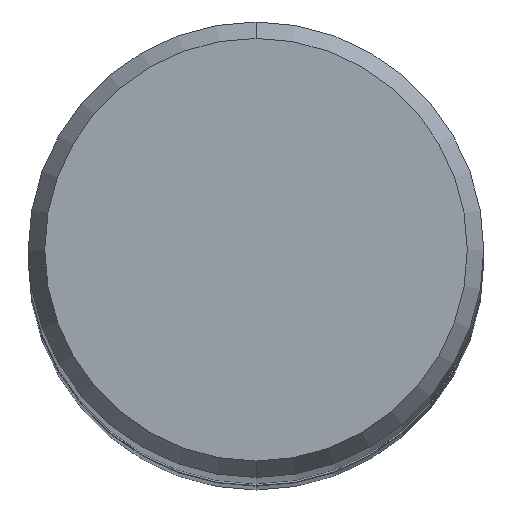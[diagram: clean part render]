
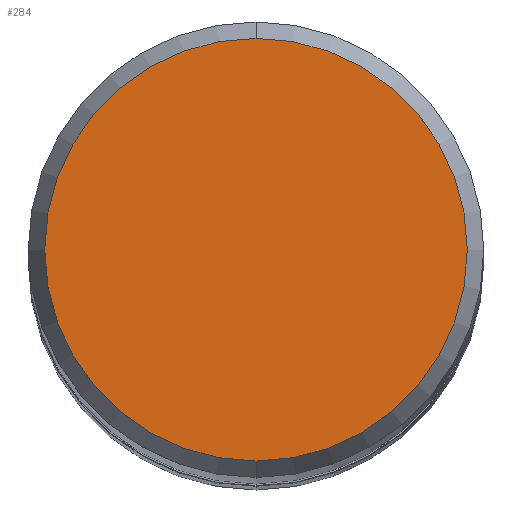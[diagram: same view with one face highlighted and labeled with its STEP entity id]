
A CAD part, top view. The second image highlights one B-rep face of the part: STEP entity #284.
In plain terms, the highlighted planar face has unit normal (0, 0, 1).
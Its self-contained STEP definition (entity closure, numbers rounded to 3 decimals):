
#248=VERTEX_POINT('',#580);
#284=ADVANCED_FACE('',(#621),#622,.T.);
#306=EDGE_CURVE('',#474,#248,#645,.T.);
#326=EDGE_CURVE('',#248,#474,#666,.T.);
#474=VERTEX_POINT('',#838);
#580=CARTESIAN_POINT('',(0.0,2.946,0.));
#621=FACE_OUTER_BOUND('',#1057,.T.);
#622=PLANE('',#1058);
#645=CIRCLE('',#1090,2.946);
#666=CIRCLE('',#1170,2.946);
#838=CARTESIAN_POINT('',(0.,-2.946,0.));
#1057=EDGE_LOOP('',(#1632,#1633));
#1058=AXIS2_PLACEMENT_3D('',#1634,#1635,#1636);
#1090=AXIS2_PLACEMENT_3D('',#1659,#1660,#1661);
#1170=AXIS2_PLACEMENT_3D('',#1672,#1673,#1674);
#1632=ORIENTED_EDGE('',*,*,#326,.F.);
#1633=ORIENTED_EDGE('',*,*,#306,.F.);
#1634=CARTESIAN_POINT('',(0.0,1.473,0.));
#1635=DIRECTION('',(-0.0,0.0,1.0));
#1636=DIRECTION('',(0.0,-1.0,0.0));
#1659=CARTESIAN_POINT('',(0.0,0.0,0.));
#1660=DIRECTION('',(0.0,0.0,-1.0));
#1661=DIRECTION('',(0.0,1.0,0.0));
#1672=CARTESIAN_POINT('',(0.0,0.0,0.));
#1673=DIRECTION('',(0.0,0.0,-1.0));
#1674=DIRECTION('',(0.0,1.0,0.0));
